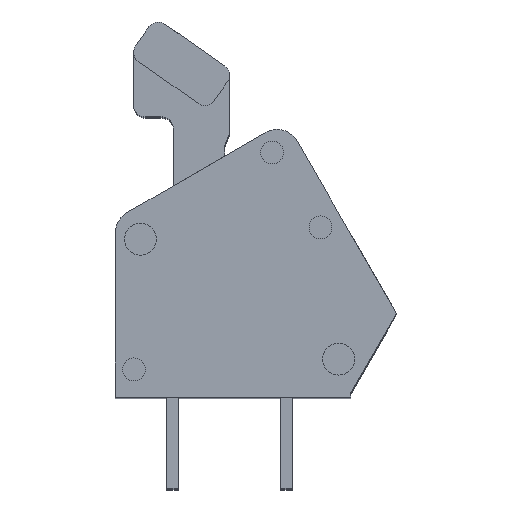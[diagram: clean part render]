
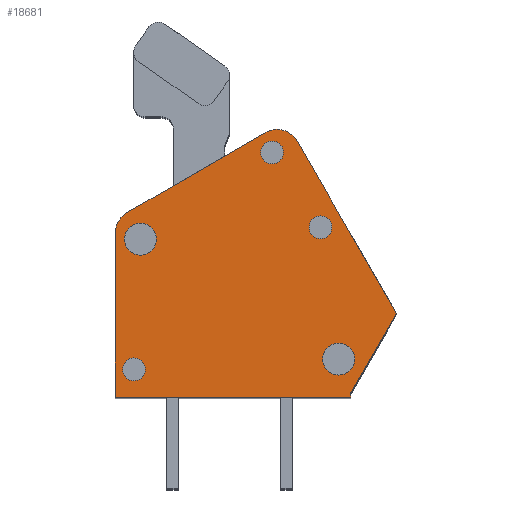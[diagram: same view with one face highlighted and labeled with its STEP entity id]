
A CAD part, top view. The second image highlights one B-rep face of the part: STEP entity #18681.
In plain terms, the highlighted planar face has unit normal (0, 0, 1).
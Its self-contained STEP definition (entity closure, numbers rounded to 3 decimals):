
#239=CIRCLE('',#19738,1.);
#240=CIRCLE('',#19744,1.);
#241=CIRCLE('',#19746,0.5);
#242=CIRCLE('',#19747,0.7);
#243=CIRCLE('',#19748,0.5);
#244=CIRCLE('',#19749,0.7);
#245=CIRCLE('',#19750,0.5);
#1820=ORIENTED_EDGE('',*,*,#7172,.T.);
#1821=ORIENTED_EDGE('',*,*,#7173,.T.);
#1822=ORIENTED_EDGE('',*,*,#7174,.T.);
#1823=ORIENTED_EDGE('',*,*,#7175,.T.);
#1824=ORIENTED_EDGE('',*,*,#7176,.T.);
#1825=ORIENTED_EDGE('',*,*,#7035,.T.);
#1826=ORIENTED_EDGE('',*,*,#7037,.T.);
#1827=ORIENTED_EDGE('',*,*,#7167,.T.);
#1828=ORIENTED_EDGE('',*,*,#7169,.T.);
#1829=ORIENTED_EDGE('',*,*,#7170,.T.);
#1830=ORIENTED_EDGE('',*,*,#6861,.T.);
#1831=ORIENTED_EDGE('',*,*,#7171,.T.);
#1832=ORIENTED_EDGE('',*,*,#6992,.T.);
#6861=EDGE_CURVE('',#9507,#9506,#11454,.T.);
#6992=EDGE_CURVE('',#9594,#9593,#11582,.T.);
#7035=EDGE_CURVE('',#9593,#9627,#239,.T.);
#7037=EDGE_CURVE('',#9627,#9628,#11626,.T.);
#7167=EDGE_CURVE('',#9628,#9757,#11756,.T.);
#7169=EDGE_CURVE('',#9757,#9758,#11758,.T.);
#7170=EDGE_CURVE('',#9758,#9507,#11759,.T.);
#7171=EDGE_CURVE('',#9506,#9594,#240,.T.);
#7172=EDGE_CURVE('',#9759,#9759,#241,.F.);
#7173=EDGE_CURVE('',#9760,#9760,#242,.F.);
#7174=EDGE_CURVE('',#9761,#9761,#243,.F.);
#7175=EDGE_CURVE('',#9762,#9762,#244,.F.);
#7176=EDGE_CURVE('',#9763,#9763,#245,.F.);
#9506=VERTEX_POINT('',#27660);
#9507=VERTEX_POINT('',#27662);
#9593=VERTEX_POINT('',#27896);
#9594=VERTEX_POINT('',#27898);
#9627=VERTEX_POINT('',#27974);
#9628=VERTEX_POINT('',#27978);
#9757=VERTEX_POINT('',#28238);
#9758=VERTEX_POINT('',#28242);
#9759=VERTEX_POINT('',#28250);
#9760=VERTEX_POINT('',#28252);
#9761=VERTEX_POINT('',#28254);
#9762=VERTEX_POINT('',#28256);
#9763=VERTEX_POINT('',#28258);
#11454=LINE('',#27661,#13730);
#11582=LINE('',#27897,#13858);
#11626=LINE('',#27979,#13902);
#11756=LINE('',#28239,#14032);
#11758=LINE('',#28243,#14034);
#11759=LINE('',#28245,#14035);
#13730=VECTOR('',#21972,1000.);
#13858=VECTOR('',#22142,1000.);
#13902=VECTOR('',#22192,1000.);
#14032=VECTOR('',#22324,1000.);
#14034=VECTOR('',#22328,1000.);
#14035=VECTOR('',#22331,1000.);
#15658=EDGE_LOOP('',(#1820));
#15659=EDGE_LOOP('',(#1821));
#15660=EDGE_LOOP('',(#1822));
#15661=EDGE_LOOP('',(#1823));
#15662=EDGE_LOOP('',(#1824));
#15663=EDGE_LOOP('',(#1825,#1826,#1827,#1828,#1829,#1830,#1831,#1832));
#16795=FACE_BOUND('',#15658,.T.);
#16796=FACE_BOUND('',#15659,.T.);
#16797=FACE_BOUND('',#15660,.T.);
#16798=FACE_BOUND('',#15661,.T.);
#16799=FACE_BOUND('',#15662,.T.);
#16800=FACE_BOUND('',#15663,.T.);
#17849=PLANE('',#19745);
#18681=ADVANCED_FACE('',(#16795,#16796,#16797,#16798,#16799,#16800),#17849,
 .T.);
#19738=AXIS2_PLACEMENT_3D('',#27975,#22187,#22188);
#19744=AXIS2_PLACEMENT_3D('',#28247,#22334,#22335);
#19745=AXIS2_PLACEMENT_3D('',#28248,#22336,#22337);
#19746=AXIS2_PLACEMENT_3D('',#28249,#22338,#22339);
#19747=AXIS2_PLACEMENT_3D('',#28251,#22340,#22341);
#19748=AXIS2_PLACEMENT_3D('',#28253,#22342,#22343);
#19749=AXIS2_PLACEMENT_3D('',#28255,#22344,#22345);
#19750=AXIS2_PLACEMENT_3D('',#28257,#22346,#22347);
#21972=DIRECTION('',(-0.5,0.866,0.));
#22142=DIRECTION('',(-0.866,-0.5,0.));
#22187=DIRECTION('',(0.,0.,1.));
#22188=DIRECTION('',(1.,0.,0.));
#22192=DIRECTION('',(0.,-1.,0.));
#22324=DIRECTION('',(1.,0.,0.));
#22328=DIRECTION('',(0.,1.,0.));
#22331=DIRECTION('',(0.5,0.866,0.));
#22334=DIRECTION('',(0.,0.,1.));
#22335=DIRECTION('',(1.,0.,0.));
#22336=DIRECTION('',(0.,0.,1.));
#22337=DIRECTION('',(1.,0.,0.));
#22338=DIRECTION('',(0.,0.,1.));
#22339=DIRECTION('',(1.,0.,0.));
#22340=DIRECTION('',(0.,0.,1.));
#22341=DIRECTION('',(1.,0.,0.));
#22342=DIRECTION('',(0.,0.,1.));
#22343=DIRECTION('',(1.,0.,0.));
#22344=DIRECTION('',(0.,0.,1.));
#22345=DIRECTION('',(1.,0.,0.));
#22346=DIRECTION('',(0.,0.,1.));
#22347=DIRECTION('',(1.,0.,0.));
#27660=CARTESIAN_POINT('',(0.459,11.235,41.4));
#27661=CARTESIAN_POINT('',(4.824,3.674,41.4));
#27662=CARTESIAN_POINT('',(4.824,3.674,41.4));
#27896=CARTESIAN_POINT('',(-7.,8.083,41.4));
#27897=CARTESIAN_POINT('',(-0.907,11.601,41.4));
#27898=CARTESIAN_POINT('',(-0.907,11.601,41.4));
#27974=CARTESIAN_POINT('',(-7.5,7.217,41.4));
#27975=CARTESIAN_POINT('',(-6.5,7.217,41.4));
#27978=CARTESIAN_POINT('',(-7.5,0.,41.4));
#27979=CARTESIAN_POINT('',(-7.5,7.217,41.4));
#28238=CARTESIAN_POINT('',(2.82,0.,41.4));
#28239=CARTESIAN_POINT('',(-7.5,0.,41.4));
#28242=CARTESIAN_POINT('',(2.82,0.203,41.4));
#28243=CARTESIAN_POINT('',(2.82,0.,41.4));
#28245=CARTESIAN_POINT('',(2.82,0.203,41.4));
#28247=CARTESIAN_POINT('',(-0.407,10.735,41.4));
#28248=CARTESIAN_POINT('',(-6.5,7.217,41.4));
#28249=CARTESIAN_POINT('',(1.493,7.444,41.4));
#28250=CARTESIAN_POINT('',(1.993,7.444,41.4));
#28251=CARTESIAN_POINT('',(2.288,1.667,41.4));
#28252=CARTESIAN_POINT('',(2.988,1.667,41.4));
#28253=CARTESIAN_POINT('',(-6.691,1.218,41.4));
#28254=CARTESIAN_POINT('',(-6.191,1.218,41.4));
#28255=CARTESIAN_POINT('',(-6.406,6.925,41.4));
#28256=CARTESIAN_POINT('',(-5.706,6.925,41.4));
#28257=CARTESIAN_POINT('',(-0.63,10.721,41.4));
#28258=CARTESIAN_POINT('',(-0.13,10.721,41.4));
